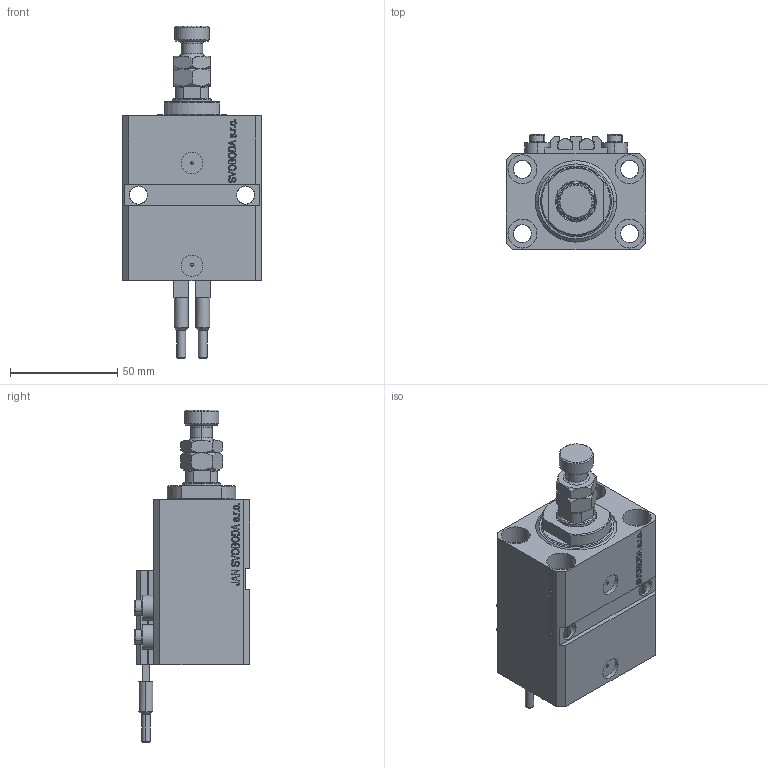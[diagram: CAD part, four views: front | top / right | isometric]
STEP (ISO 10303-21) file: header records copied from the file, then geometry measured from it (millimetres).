
FILE_DESCRIPTION (( 'STEP AP203' ), '1' );
FILE_NAME ('2e1c.STEP', '2022-04-09T14:18:57', ( '' ), ( '' ), 'SwSTEP 2.0', 'SolidWorks 2019', '' );
FILE_SCHEMA (( 'CONFIG_CONTROL_DESIGN' ));
Length unit declared in the file: millimetre
Products named in the file (7): V250CE_E_Body 99a107d127e75e101972143f39e19b51; MFA 99a107d127e75e101972143f39e19b51; V250CE_C_VCP 99a107d127e75e101972143f39e19b51; SWITCH_V250CE 99a107d127e75e101972143f39e19b51; 2e1c; V250CE_VC_E 99a107d127e75e101972143f39e19b51; ALLEN BOLT V250CE 99a107d127e75e101972143f39e19b51
Assembly tree (10 placements, depth 2):
  2e1c
    V250CE_E_Body 99a107d127e75e101972143f39e19b51
    ALLEN BOLT V250CE 99a107d127e75e101972143f39e19b51  x4
    V250CE_C_VCP 99a107d127e75e101972143f39e19b51
    V250CE_VC_E 99a107d127e75e101972143f39e19b51
    MFA 99a107d127e75e101972143f39e19b51
    SWITCH_V250CE 99a107d127e75e101972143f39e19b51  x2
Bounding box: 65 x 54 x 154.9 mm (x, y, z)
Volume: 208764.1 mm3; surface area: 66105.4 mm2
Topology: 11 solids, 11 shells, 1171 faces, 2887 edges, 1854 vertices
Faces by surface type: plane 559, bspline 360, cylinder 142, cone 88, torus 22
Entity records: 49669 total; most frequent: CARTESIAN_POINT 25679, ORIENTED_EDGE 5356, DIRECTION 3588, EDGE_CURVE 2678, VERTEX_POINT 1740, LINE 1570, VECTOR 1570, EDGE_LOOP 1206
